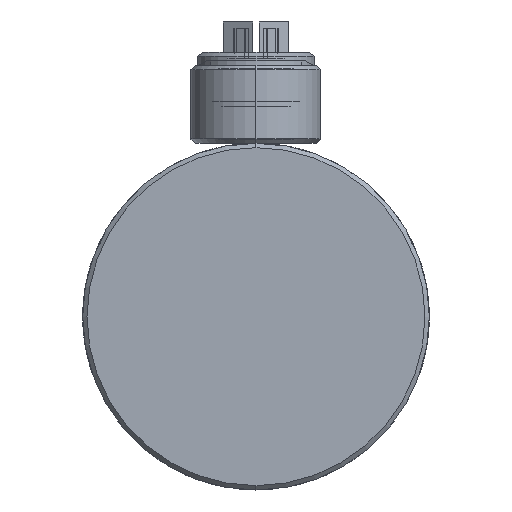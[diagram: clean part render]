
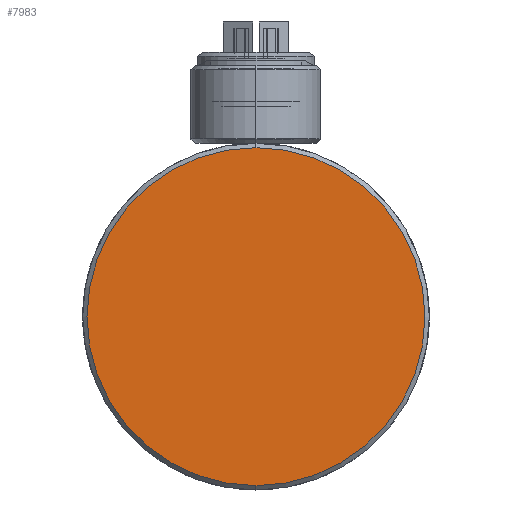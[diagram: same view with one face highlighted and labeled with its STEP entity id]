
A CAD part, left-side view. The second image highlights one B-rep face of the part: STEP entity #7983.
In plain terms, the highlighted planar face has unit normal (-1, 0, 0).
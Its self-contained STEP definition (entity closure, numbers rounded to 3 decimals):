
#265 = DIRECTION ( 'NONE',  ( 0., 0., 1. ) ) ;
#983 = CARTESIAN_POINT ( 'NONE',  ( -48., 0., 0. ) ) ;
#1055 = EDGE_CURVE ( 'NONE', #2804, #4725, #3597, .T. ) ;
#1117 = EDGE_CURVE ( 'NONE', #4725, #2804, #6790, .T. ) ;
#2804 = VERTEX_POINT ( 'NONE', #7368 ) ;
#2850 = DIRECTION ( 'NONE',  ( -1., 0., 0. ) ) ;
#3467 = ORIENTED_EDGE ( 'NONE', *, *, #1117, .T. ) ;
#3468 = PLANE ( 'NONE',  #3855 ) ;
#3597 = CIRCLE ( 'NONE', #8923, 39. ) ;
#3855 = AXIS2_PLACEMENT_3D ( 'NONE', #4998, #2850, #8565 ) ;
#4725 = VERTEX_POINT ( 'NONE', #8370 ) ;
#4998 = CARTESIAN_POINT ( 'NONE',  ( -48., 0., 39. ) ) ;
#5342 = DIRECTION ( 'NONE',  ( 0., 0., 1. ) ) ;
#5346 = EDGE_LOOP ( 'NONE', ( #5961, #3467 ) ) ;
#5478 = DIRECTION ( 'NONE',  ( -1., 0., 0. ) ) ;
#5961 = ORIENTED_EDGE ( 'NONE', *, *, #1055, .T. ) ;
#6790 = CIRCLE ( 'NONE', #8014, 39. ) ;
#6860 = CARTESIAN_POINT ( 'NONE',  ( -48., 0., 0. ) ) ;
#7368 = CARTESIAN_POINT ( 'NONE',  ( -48., 0., -39. ) ) ;
#7983 = ADVANCED_FACE ( 'NONE', ( #9244 ), #3468, .T. ) ;
#8014 = AXIS2_PLACEMENT_3D ( 'NONE', #983, #5478, #265 ) ;
#8370 = CARTESIAN_POINT ( 'NONE',  ( -48., 0., 39. ) ) ;
#8565 = DIRECTION ( 'NONE',  ( 0., 0., 1. ) ) ;
#8923 = AXIS2_PLACEMENT_3D ( 'NONE', #6860, #9052, #5342 ) ;
#9052 = DIRECTION ( 'NONE',  ( -1., 0., 0. ) ) ;
#9244 = FACE_OUTER_BOUND ( 'NONE', #5346, .T. ) ;
